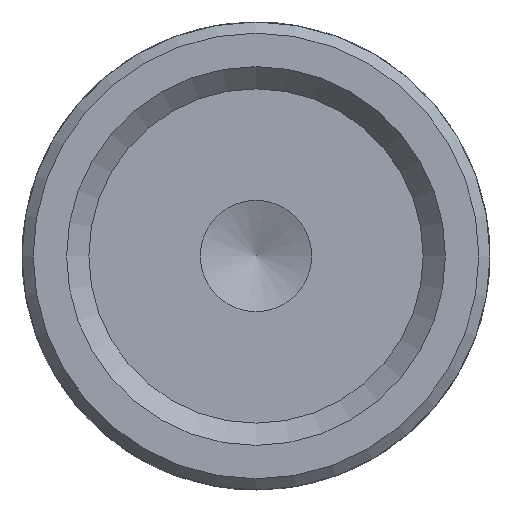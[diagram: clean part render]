
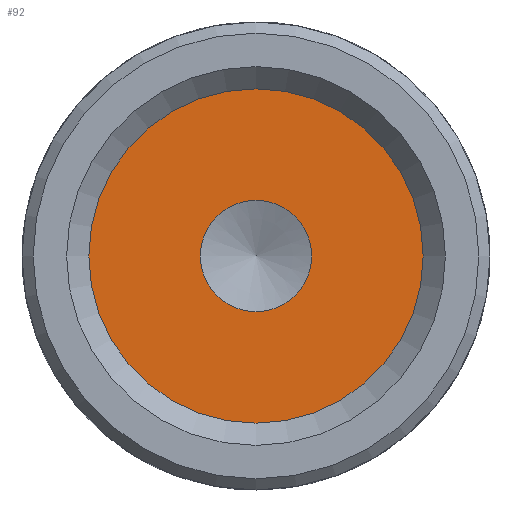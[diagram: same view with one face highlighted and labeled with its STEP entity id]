
A CAD part, front view. The second image highlights one B-rep face of the part: STEP entity #92.
In plain terms, the highlighted planar face has unit normal (0, -1, 0).
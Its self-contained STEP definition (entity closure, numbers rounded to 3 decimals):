
#92 = ADVANCED_FACE( 'NONE', ( #137, #138 ), #139, .T. );
#137 = FACE_OUTER_BOUND( '', #187, .T. );
#138 = FACE_BOUND( '', #188, .T. );
#139 = PLANE( '', #189 );
#187 = EDGE_LOOP( '', ( #333 ) );
#188 = EDGE_LOOP( '', ( #334 ) );
#189 = AXIS2_PLACEMENT_3D( '', #335, #336, #337 );
#333 = ORIENTED_EDGE( '', *, *, #383, .F. );
#334 = ORIENTED_EDGE( '', *, *, #381, .T. );
#335 = CARTESIAN_POINT( '', ( 7.5, 12., 0. ) );
#336 = DIRECTION( '', ( 0., -1., 0. ) );
#337 = DIRECTION( '', ( -1., 0., 0. ) );
#381 = EDGE_CURVE( 'NONE', #451, #451, #452, .T. );
#383 = EDGE_CURVE( 'NONE', #453, #453, #454, .T. );
#451 = VERTEX_POINT( '', #610 );
#452 = CIRCLE( '', #611, 2.5 );
#453 = VERTEX_POINT( '', #612 );
#454 = CIRCLE( '', #613, 7.5 );
#610 = CARTESIAN_POINT( '', ( -2.5, 12., 0. ) );
#611 = AXIS2_PLACEMENT_3D( '', #743, #744, #745 );
#612 = CARTESIAN_POINT( '', ( -7.5, 12., 0. ) );
#613 = AXIS2_PLACEMENT_3D( '', #746, #747, #748 );
#743 = CARTESIAN_POINT( '', ( 0., 12., 0. ) );
#744 = DIRECTION( '', ( 0., 1., 0. ) );
#745 = DIRECTION( '', ( -1., 0., 0. ) );
#746 = CARTESIAN_POINT( '', ( 0., 12., 0. ) );
#747 = DIRECTION( '', ( 0., 1., 0. ) );
#748 = DIRECTION( '', ( -1., 0., 0. ) );
